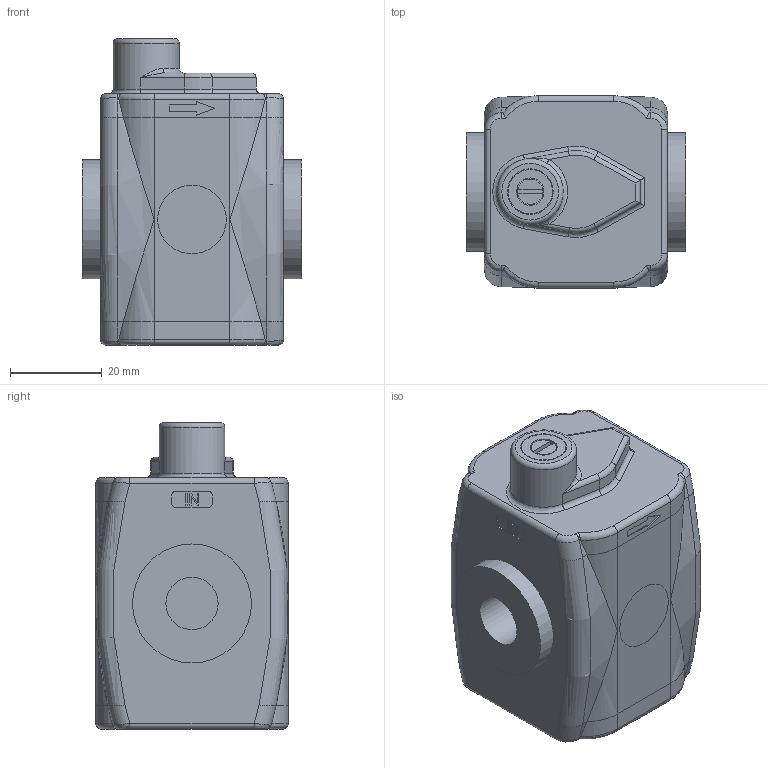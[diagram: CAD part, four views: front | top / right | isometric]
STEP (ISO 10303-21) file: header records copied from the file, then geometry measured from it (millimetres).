
FILE_DESCRIPTION((''),'2;1');
FILE_NAME('#171BAP.ipt.step','2010-08-23T14:21:03',(''),(''),'Autodesk Inventor 2010','Autodesk Inventor 2010','');
FILE_SCHEMA(('AUTOMOTIVE_DESIGN { 1 0 10303 214 1 1 1 1 }'));
Length unit declared in the file: millimetre
Products named in the file (1): #171BAP
Bounding box: 48 x 42 x 67 mm (x, y, z)
Volume: 94729.8 mm3; surface area: 13970.1 mm2
Topology: 1 solids, 1 shells, 213 faces, 503 edges, 311 vertices
Faces by surface type: plane 75, bspline 62, cylinder 53, torus 23
Full cylindrical faces by diameter (mm): 5.5 x1, 6 x1, 9.7 x1, 10 x1, 11.445 x1, 14.4 x1, 26 x1
Entity records: 6986 total; most frequent: CARTESIAN_POINT 2354, ORIENTED_EDGE 978, DIRECTION 848, EDGE_CURVE 489, VERTEX_POINT 309, AXIS2_PLACEMENT_3D 291, VECTOR 266, LINE 266
